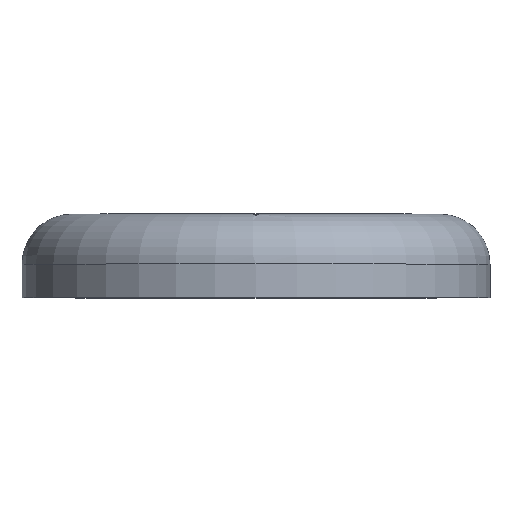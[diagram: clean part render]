
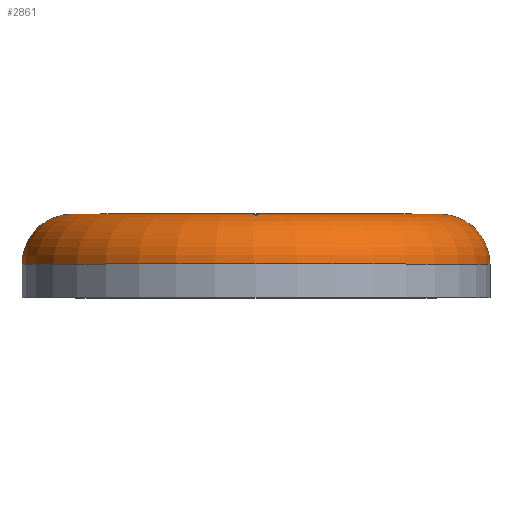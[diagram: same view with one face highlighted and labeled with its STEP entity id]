
A CAD part, top view. The second image highlights one B-rep face of the part: STEP entity #2861.
In plain terms, the highlighted toroidal (fillet/blend) face has major radius 22 mm and minor radius 6 mm.
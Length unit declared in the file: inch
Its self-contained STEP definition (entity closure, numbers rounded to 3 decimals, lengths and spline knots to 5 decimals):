
#2725 = VERTEX_POINT('',#2726);
#2726 = CARTESIAN_POINT('',(-0.01181,0.25456,
    0.90551));
#2732 = EDGE_CURVE('',#2725,#2733,#2735,.T.);
#2733 = VERTEX_POINT('',#2734);
#2734 = CARTESIAN_POINT('',(0.00743,0.25282,
    0.91469));
#2735 = B_SPLINE_CURVE_WITH_KNOTS('',7,(#2736,#2737,#2738,#2739,#2740,
    #2741,#2742,#2743,#2744,#2745,#2746,#2747,#2748,#2749,#2750,#2751,
    #2752,#2753,#2754,#2755,#2756,#2757,#2758,#2759,#2760,#2761,#2762,
    #2763,#2764,#2765,#2766,#2767),.UNSPECIFIED.,.F.,.F.,(8,6,6,6,6,8),(
    0.,0.13338,0.42784,0.65555,0.8275,1.),
  .UNSPECIFIED.);
#2736 = CARTESIAN_POINT('',(-0.01181,0.25456,
    0.90551));
#2737 = CARTESIAN_POINT('',(-0.01181,0.25471,
    0.90461));
#2738 = CARTESIAN_POINT('',(-0.01173,0.25486,
    0.9037));
#2739 = CARTESIAN_POINT('',(-0.01157,0.255,
    0.9028));
#2740 = CARTESIAN_POINT('',(-0.01133,0.25514,
    0.90192));
#2741 = CARTESIAN_POINT('',(-0.01101,0.25527,
    0.90107));
#2742 = CARTESIAN_POINT('',(-0.01061,0.25539,
    0.90025));
#2743 = CARTESIAN_POINT('',(-0.00912,0.25575,
    0.89775));
#2744 = CARTESIAN_POINT('',(-0.00776,0.25595,
    0.89623));
#2745 = CARTESIAN_POINT('',(-0.0061,0.25611,
    0.89499));
#2746 = CARTESIAN_POINT('',(-0.00422,0.25621,
    0.89411));
#2747 = CARTESIAN_POINT('',(-0.0022,0.25627,
    0.89362));
#2748 = CARTESIAN_POINT('',(-0.00016,0.25628,
    0.89353));
#2749 = CARTESIAN_POINT('',(0.00336,0.25622,
    0.89408));
#2750 = CARTESIAN_POINT('',(0.00485,0.25616,
    0.89456));
#2751 = CARTESIAN_POINT('',(0.00627,0.25607,
    0.89526));
#2752 = CARTESIAN_POINT('',(0.00756,0.25596,
    0.89617));
#2753 = CARTESIAN_POINT('',(0.0087,0.25581,
    0.89727));
#2754 = CARTESIAN_POINT('',(0.00965,0.25564,
    0.89852));
#2755 = CARTESIAN_POINT('',(0.01094,0.25529,
    0.90091));
#2756 = CARTESIAN_POINT('',(0.01138,0.25513,
    0.902));
#2757 = CARTESIAN_POINT('',(0.01169,0.25495,
    0.90314));
#2758 = CARTESIAN_POINT('',(0.01187,0.25476,
    0.90431));
#2759 = CARTESIAN_POINT('',(0.01191,0.25457,
    0.90549));
#2760 = CARTESIAN_POINT('',(0.01181,0.25436,
    0.90666));
#2761 = CARTESIAN_POINT('',(0.01136,0.25395,
    0.90896));
#2762 = CARTESIAN_POINT('',(0.011,0.25374,
    0.91008));
#2763 = CARTESIAN_POINT('',(0.01051,0.25354,
    0.91116));
#2764 = CARTESIAN_POINT('',(0.00989,0.25334,
    0.91217));
#2765 = CARTESIAN_POINT('',(0.00917,0.25315,
    0.91311));
#2766 = CARTESIAN_POINT('',(0.00834,0.25298,
    0.91395));
#2767 = CARTESIAN_POINT('',(0.00743,0.25282,
    0.91469));
#2769 = EDGE_CURVE('',#2733,#2725,#2770,.T.);
#2770 = B_SPLINE_CURVE_WITH_KNOTS('',8,(#2771,#2772,#2773,#2774,#2775,
    #2776,#2777,#2778,#2779,#2780,#2781,#2782,#2783,#2784,#2785,#2786),
  .UNSPECIFIED.,.F.,.F.,(9,7,9),(0.,0.69586,1.),.UNSPECIFIED.);
#2771 = CARTESIAN_POINT('',(0.00743,0.25282,
    0.91469));
#2772 = CARTESIAN_POINT('',(0.00563,0.25252,
    0.91615));
#2773 = CARTESIAN_POINT('',(0.00351,0.25229,
    0.9172));
#2774 = CARTESIAN_POINT('',(0.00116,0.25216,
    0.91777));
#2775 = CARTESIAN_POINT('',(-0.00128,0.25216,
    0.91779));
#2776 = CARTESIAN_POINT('',(-0.00366,0.25228,
    0.91727));
#2777 = CARTESIAN_POINT('',(-0.00584,0.25251,
    0.91623));
#2778 = CARTESIAN_POINT('',(-0.0077,0.25282,
    0.91476));
#2779 = CARTESIAN_POINT('',(-0.0098,0.25333,
    0.91219));
#2780 = CARTESIAN_POINT('',(-0.01036,0.2535,
    0.91134));
#2781 = CARTESIAN_POINT('',(-0.01083,0.25367,
    0.91044));
#2782 = CARTESIAN_POINT('',(-0.01122,0.25385,
    0.9095));
#2783 = CARTESIAN_POINT('',(-0.01152,0.25403,
    0.90853));
#2784 = CARTESIAN_POINT('',(-0.01171,0.25421,
    0.90753));
#2785 = CARTESIAN_POINT('',(-0.01181,0.25439,
    0.90652));
#2786 = CARTESIAN_POINT('',(-0.01181,0.25456,
    0.90551));
#2841 = VERTEX_POINT('',#2842);
#2842 = CARTESIAN_POINT('',(-1.10236,0.02165,
    0.));
#2848 = EDGE_CURVE('',#2841,#2841,#2849,.T.);
#2849 = CIRCLE('',#2850,1.10236);
#2850 = AXIS2_PLACEMENT_3D('',#2851,#2852,#2853);
#2851 = CARTESIAN_POINT('',(0.,0.02165,
    0.));
#2852 = DIRECTION('',(0.,1.,0.));
#2853 = DIRECTION('',(-1.,0.,0.));
#2861 = ADVANCED_FACE('',(#2862,#2882),#2886,.T.);
#2862 = FACE_BOUND('',#2863,.T.);
#2863 = EDGE_LOOP('',(#2864,#2873,#2880,#2881));
#2864 = ORIENTED_EDGE('',*,*,#2865,.T.);
#2865 = EDGE_CURVE('',#2841,#2866,#2868,.T.);
#2866 = VERTEX_POINT('',#2867);
#2867 = CARTESIAN_POINT('',(-0.86614,0.25787,
    0.));
#2868 = CIRCLE('',#2869,0.23622);
#2869 = AXIS2_PLACEMENT_3D('',#2870,#2871,#2872);
#2870 = CARTESIAN_POINT('',(-0.86614,0.02165,
    0.));
#2871 = DIRECTION('',(0.,0.,-1.));
#2872 = DIRECTION('',(-1.,0.,0.));
#2873 = ORIENTED_EDGE('',*,*,#2874,.F.);
#2874 = EDGE_CURVE('',#2866,#2866,#2875,.T.);
#2875 = CIRCLE('',#2876,0.86614);
#2876 = AXIS2_PLACEMENT_3D('',#2877,#2878,#2879);
#2877 = CARTESIAN_POINT('',(0.,0.25787,
    0.));
#2878 = DIRECTION('',(0.,1.,0.));
#2879 = DIRECTION('',(-1.,0.,0.));
#2880 = ORIENTED_EDGE('',*,*,#2865,.F.);
#2881 = ORIENTED_EDGE('',*,*,#2848,.T.);
#2882 = FACE_BOUND('',#2883,.T.);
#2883 = EDGE_LOOP('',(#2884,#2885));
#2884 = ORIENTED_EDGE('',*,*,#2732,.T.);
#2885 = ORIENTED_EDGE('',*,*,#2769,.T.);
#2886 = TOROIDAL_SURFACE('',#2887,0.86614,0.23622);
#2887 = AXIS2_PLACEMENT_3D('',#2888,#2889,#2890);
#2888 = CARTESIAN_POINT('',(0.,0.02165,
    0.));
#2889 = DIRECTION('',(0.,1.,0.));
#2890 = DIRECTION('',(-1.,0.,0.));
